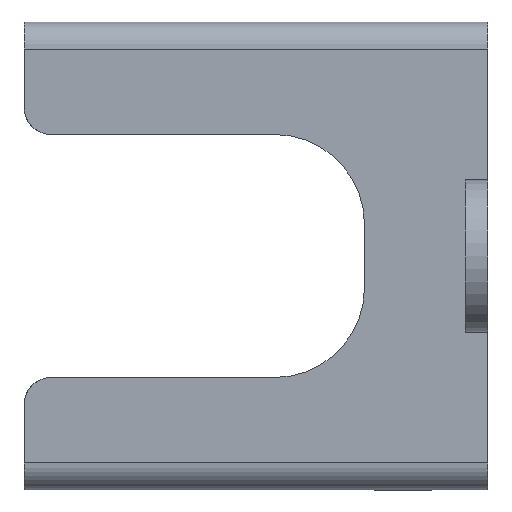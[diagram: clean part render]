
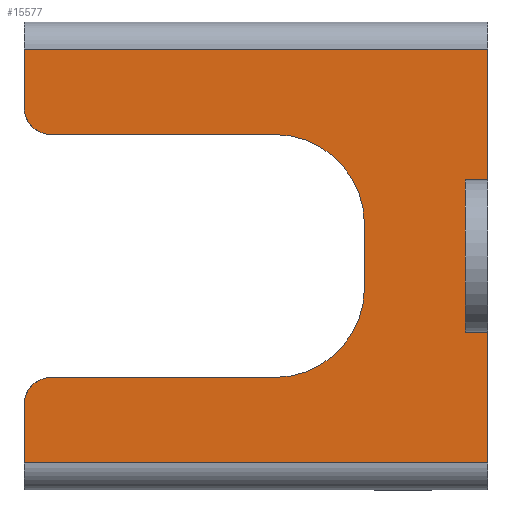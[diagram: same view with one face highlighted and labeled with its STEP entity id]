
A CAD part, left-side view. The second image highlights one B-rep face of the part: STEP entity #15577.
In plain terms, the highlighted planar face has unit normal (-1, 0, 0).
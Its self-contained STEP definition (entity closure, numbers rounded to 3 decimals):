
#403 = ORIENTED_EDGE ( 'NONE', *, *, #17215, .T. ) ;
#614 = LINE ( 'NONE', #8213, #6544 ) ;
#779 = DIRECTION ( 'NONE',  ( 0., 1., 0. ) ) ;
#785 = CARTESIAN_POINT ( 'NONE',  ( -52.107, 0., 16.473 ) ) ;
#789 = LINE ( 'NONE', #11470, #10598 ) ;
#1005 = CIRCLE ( 'NONE', #1682, 3. ) ;
#1639 = CARTESIAN_POINT ( 'NONE',  ( -52.107, 2.5, 0. ) ) ;
#1682 = AXIS2_PLACEMENT_3D ( 'NONE', #16623, #6457, #7881 ) ;
#1788 = CARTESIAN_POINT ( 'NONE',  ( -52.107, 13.693, -3.027 ) ) ;
#2088 = ORIENTED_EDGE ( 'NONE', *, *, #14074, .T. ) ;
#2353 = CARTESIAN_POINT ( 'NONE',  ( -52.107, 48.5, -23.027 ) ) ;
#2367 = EDGE_LOOP ( 'NONE', ( #11167, #10573, #16437, #13813, #5914, #2088, #14273, #9676, #13454, #403, #16334, #7013, #6951, #14307, #12999, #6681 ) ) ;
#2450 = CARTESIAN_POINT ( 'NONE',  ( -52.107, 51.5, 9.973 ) ) ;
#3237 = CARTESIAN_POINT ( 'NONE',  ( -52.107, 23.693, -20.027 ) ) ;
#3562 = DIRECTION ( 'NONE',  ( 0., -1., 0. ) ) ;
#3746 = VERTEX_POINT ( 'NONE', #5582 ) ;
#3784 = EDGE_CURVE ( 'NONE', #17110, #15170, #10707, .T. ) ;
#3839 = DIRECTION ( 'NONE',  ( -1., 0., 0. ) ) ;
#3991 = CARTESIAN_POINT ( 'NONE',  ( -52.107, 0., -29.527 ) ) ;
#4291 = CARTESIAN_POINT ( 'NONE',  ( -52.107, 0., -14.991 ) ) ;
#4607 = EDGE_CURVE ( 'NONE', #8183, #7041, #8639, .T. ) ;
#4866 = CARTESIAN_POINT ( 'NONE',  ( -52.107, 13.693, 6.973 ) ) ;
#4914 = EDGE_CURVE ( 'NONE', #7539, #14469, #17751, .T. ) ;
#5164 = VECTOR ( 'NONE', #10036, 1000. ) ;
#5324 = VERTEX_POINT ( 'NONE', #12764 ) ;
#5422 = VECTOR ( 'NONE', #17810, 1000. ) ;
#5582 = CARTESIAN_POINT ( 'NONE',  ( -52.107, 2.5, 1.936 ) ) ;
#5914 = ORIENTED_EDGE ( 'NONE', *, *, #3784, .F. ) ;
#6218 = AXIS2_PLACEMENT_3D ( 'NONE', #14678, #16093, #17567 ) ;
#6278 = DIRECTION ( 'NONE',  ( 1., 0., 0. ) ) ;
#6295 = VERTEX_POINT ( 'NONE', #14923 ) ;
#6305 = VECTOR ( 'NONE', #779, 1000. ) ;
#6457 = DIRECTION ( 'NONE',  ( -1., 0., 0. ) ) ;
#6544 = VECTOR ( 'NONE', #15227, 1000. ) ;
#6632 = AXIS2_PLACEMENT_3D ( 'NONE', #15142, #9327, #15210 ) ;
#6681 = ORIENTED_EDGE ( 'NONE', *, *, #17402, .F. ) ;
#6786 = EDGE_CURVE ( 'NONE', #13055, #7600, #614, .T. ) ;
#6841 = DIRECTION ( 'NONE',  ( 0., 0., 1. ) ) ;
#6926 = EDGE_CURVE ( 'NONE', #3746, #13828, #17285, .T. ) ;
#6951 = ORIENTED_EDGE ( 'NONE', *, *, #8400, .F. ) ;
#7013 = ORIENTED_EDGE ( 'NONE', *, *, #16191, .T. ) ;
#7024 = VECTOR ( 'NONE', #10736, 1000. ) ;
#7041 = VERTEX_POINT ( 'NONE', #7606 ) ;
#7099 = CARTESIAN_POINT ( 'NONE',  ( -52.107, 2.5, -14.991 ) ) ;
#7539 = VERTEX_POINT ( 'NONE', #3991 ) ;
#7600 = VERTEX_POINT ( 'NONE', #17462 ) ;
#7606 = CARTESIAN_POINT ( 'NONE',  ( -52.107, 23.693, 6.973 ) ) ;
#7881 = DIRECTION ( 'NONE',  ( 0., 0., -1. ) ) ;
#7958 = CARTESIAN_POINT ( 'NONE',  ( -52.107, 51.5, 6.973 ) ) ;
#7985 = CARTESIAN_POINT ( 'NONE',  ( -52.107, 2.5, -29.527 ) ) ;
#8183 = VERTEX_POINT ( 'NONE', #12143 ) ;
#8213 = CARTESIAN_POINT ( 'NONE',  ( -52.107, 51.5, -20.027 ) ) ;
#8400 = EDGE_CURVE ( 'NONE', #17218, #5324, #18827, .T. ) ;
#8639 = LINE ( 'NONE', #7958, #12063 ) ;
#8812 = CARTESIAN_POINT ( 'NONE',  ( -52.107, 0., -32.527 ) ) ;
#9011 = CARTESIAN_POINT ( 'NONE',  ( -52.107, 2.5, -32.527 ) ) ;
#9128 = VERTEX_POINT ( 'NONE', #785 ) ;
#9327 = DIRECTION ( 'NONE',  ( 1., 0., 0. ) ) ;
#9578 = CARTESIAN_POINT ( 'NONE',  ( -52.107, 13.693, -10.027 ) ) ;
#9603 = CIRCLE ( 'NONE', #15314, 3. ) ;
#9676 = ORIENTED_EDGE ( 'NONE', *, *, #14592, .T. ) ;
#9792 = CARTESIAN_POINT ( 'NONE',  ( -52.107, 0., 1.936 ) ) ;
#10036 = DIRECTION ( 'NONE',  ( 0., -1., 0. ) ) ;
#10122 = CIRCLE ( 'NONE', #6218, 10. ) ;
#10186 = EDGE_CURVE ( 'NONE', #12477, #11087, #12497, .T. ) ;
#10503 = VECTOR ( 'NONE', #12899, 1000. ) ;
#10573 = ORIENTED_EDGE ( 'NONE', *, *, #6926, .T. ) ;
#10598 = VECTOR ( 'NONE', #11602, 1000. ) ;
#10658 = AXIS2_PLACEMENT_3D ( 'NONE', #9011, #6278, #13689 ) ;
#10707 = LINE ( 'NONE', #15746, #18246 ) ;
#10736 = DIRECTION ( 'NONE',  ( 0., 0., -1. ) ) ;
#11087 = VERTEX_POINT ( 'NONE', #9578 ) ;
#11167 = ORIENTED_EDGE ( 'NONE', *, *, #18508, .T. ) ;
#11470 = CARTESIAN_POINT ( 'NONE',  ( -52.107, 0., -32.527 ) ) ;
#11602 = DIRECTION ( 'NONE',  ( 0., 0., 1. ) ) ;
#11641 = DIRECTION ( 'NONE',  ( 0., 0., 1. ) ) ;
#12063 = VECTOR ( 'NONE', #12223, 1000. ) ;
#12143 = CARTESIAN_POINT ( 'NONE',  ( -52.107, 48.5, 6.973 ) ) ;
#12158 = EDGE_CURVE ( 'NONE', #9128, #15170, #14994, .T. ) ;
#12223 = DIRECTION ( 'NONE',  ( 0., -1., 0. ) ) ;
#12477 = VERTEX_POINT ( 'NONE', #1788 ) ;
#12497 = LINE ( 'NONE', #4866, #7024 ) ;
#12764 = CARTESIAN_POINT ( 'NONE',  ( -52.107, 51.5, -23.027 ) ) ;
#12800 = LINE ( 'NONE', #7099, #10503 ) ;
#12899 = DIRECTION ( 'NONE',  ( 0., -1., 0. ) ) ;
#12999 = ORIENTED_EDGE ( 'NONE', *, *, #4914, .T. ) ;
#13055 = VERTEX_POINT ( 'NONE', #3237 ) ;
#13325 = EDGE_CURVE ( 'NONE', #13828, #9128, #789, .T. ) ;
#13454 = ORIENTED_EDGE ( 'NONE', *, *, #10186, .T. ) ;
#13510 = CARTESIAN_POINT ( 'NONE',  ( -52.107, 51.5, 16.473 ) ) ;
#13689 = DIRECTION ( 'NONE',  ( 0., 0., -1. ) ) ;
#13813 = ORIENTED_EDGE ( 'NONE', *, *, #12158, .T. ) ;
#13828 = VERTEX_POINT ( 'NONE', #9792 ) ;
#13868 = VECTOR ( 'NONE', #11641, 1000. ) ;
#13925 = CARTESIAN_POINT ( 'NONE',  ( -52.107, 2.5, 16.473 ) ) ;
#14074 = EDGE_CURVE ( 'NONE', #17110, #8183, #1005, .T. ) ;
#14157 = VECTOR ( 'NONE', #3562, 1000. ) ;
#14273 = ORIENTED_EDGE ( 'NONE', *, *, #4607, .T. ) ;
#14307 = ORIENTED_EDGE ( 'NONE', *, *, #17719, .T. ) ;
#14392 = CARTESIAN_POINT ( 'NONE',  ( -52.107, 2.5, 1.936 ) ) ;
#14469 = VERTEX_POINT ( 'NONE', #4291 ) ;
#14592 = EDGE_CURVE ( 'NONE', #7041, #12477, #10122, .T. ) ;
#14678 = CARTESIAN_POINT ( 'NONE',  ( -52.107, 23.693, -3.027 ) ) ;
#14894 = CARTESIAN_POINT ( 'NONE',  ( -52.107, 51.5, -29.527 ) ) ;
#14923 = CARTESIAN_POINT ( 'NONE',  ( -52.107, 2.5, -14.991 ) ) ;
#14958 = VECTOR ( 'NONE', #6841, 1000. ) ;
#14994 = LINE ( 'NONE', #13925, #6305 ) ;
#15142 = CARTESIAN_POINT ( 'NONE',  ( -52.107, 23.693, -10.027 ) ) ;
#15170 = VERTEX_POINT ( 'NONE', #13510 ) ;
#15210 = DIRECTION ( 'NONE',  ( 0., 0., -1. ) ) ;
#15227 = DIRECTION ( 'NONE',  ( 0., 1., 0. ) ) ;
#15314 = AXIS2_PLACEMENT_3D ( 'NONE', #2353, #3839, #18455 ) ;
#15573 = FACE_OUTER_BOUND ( 'NONE', #2367, .T. ) ;
#15577 = ADVANCED_FACE ( 'NONE', ( #15573 ), #17965, .F. ) ;
#15746 = CARTESIAN_POINT ( 'NONE',  ( -52.107, 51.5, -32.527 ) ) ;
#16093 = DIRECTION ( 'NONE',  ( 1., 0., 0. ) ) ;
#16191 = EDGE_CURVE ( 'NONE', #7600, #5324, #9603, .T. ) ;
#16227 = CIRCLE ( 'NONE', #6632, 10. ) ;
#16334 = ORIENTED_EDGE ( 'NONE', *, *, #6786, .T. ) ;
#16403 = LINE ( 'NONE', #1639, #5422 ) ;
#16437 = ORIENTED_EDGE ( 'NONE', *, *, #13325, .T. ) ;
#16623 = CARTESIAN_POINT ( 'NONE',  ( -52.107, 48.5, 9.973 ) ) ;
#17110 = VERTEX_POINT ( 'NONE', #2450 ) ;
#17215 = EDGE_CURVE ( 'NONE', #11087, #13055, #16227, .T. ) ;
#17218 = VERTEX_POINT ( 'NONE', #14894 ) ;
#17285 = LINE ( 'NONE', #14392, #5164 ) ;
#17402 = EDGE_CURVE ( 'NONE', #6295, #14469, #12800, .T. ) ;
#17462 = CARTESIAN_POINT ( 'NONE',  ( -52.107, 48.5, -20.027 ) ) ;
#17567 = DIRECTION ( 'NONE',  ( 0., 0., -1. ) ) ;
#17719 = EDGE_CURVE ( 'NONE', #17218, #7539, #18947, .T. ) ;
#17751 = LINE ( 'NONE', #8812, #13868 ) ;
#17810 = DIRECTION ( 'NONE',  ( 0., 0., 1. ) ) ;
#17965 = PLANE ( 'NONE',  #10658 ) ;
#18246 = VECTOR ( 'NONE', #18787, 1000. ) ;
#18455 = DIRECTION ( 'NONE',  ( 0., 0., -1. ) ) ;
#18508 = EDGE_CURVE ( 'NONE', #6295, #3746, #16403, .T. ) ;
#18565 = CARTESIAN_POINT ( 'NONE',  ( -52.107, 51.5, -32.527 ) ) ;
#18787 = DIRECTION ( 'NONE',  ( 0., 0., 1. ) ) ;
#18827 = LINE ( 'NONE', #18565, #14958 ) ;
#18947 = LINE ( 'NONE', #7985, #14157 ) ;
